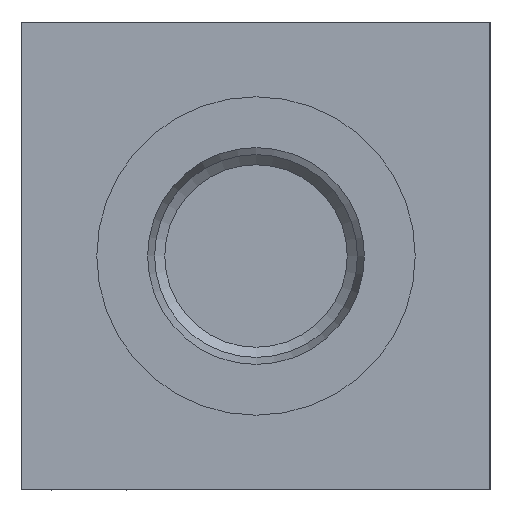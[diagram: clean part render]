
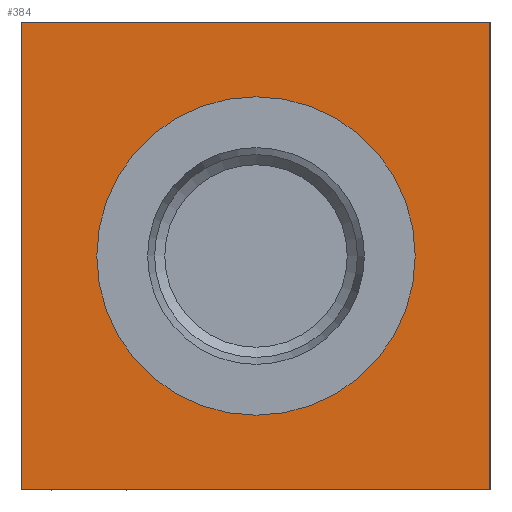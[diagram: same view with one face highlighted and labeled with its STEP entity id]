
A CAD part, left-side view. The second image highlights one B-rep face of the part: STEP entity #384.
In plain terms, the highlighted planar face has unit normal (-1, 0, 0).
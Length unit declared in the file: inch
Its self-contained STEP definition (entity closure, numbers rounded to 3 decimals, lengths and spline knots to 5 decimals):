
#384 = ADVANCED_FACE( '', ( #854, #855 ), #856, .F. );
#854 = FACE_BOUND( '', #1395, .T. );
#855 = FACE_OUTER_BOUND( '', #1396, .T. );
#856 = PLANE( '', #1397 );
#1395 = EDGE_LOOP( '', ( #2509 ) );
#1396 = EDGE_LOOP( '', ( #2510, #2511, #2512, #2513 ) );
#1397 = AXIS2_PLACEMENT_3D( '', #2514, #2515, #2516 );
#2509 = ORIENTED_EDGE( '', *, *, #3091, .T. );
#2510 = ORIENTED_EDGE( '', *, *, #3075, .F. );
#2511 = ORIENTED_EDGE( '', *, *, #3386, .F. );
#2512 = ORIENTED_EDGE( '', *, *, #2958, .F. );
#2513 = ORIENTED_EDGE( '', *, *, #3387, .F. );
#2514 = CARTESIAN_POINT( '', ( 0., 0., 0. ) );
#2515 = DIRECTION( '', ( 1., 0., 0. ) );
#2516 = DIRECTION( '', ( 0., 0., -1. ) );
#2958 = EDGE_CURVE( '', #3486, #3487, #3488, .T. );
#3075 = EDGE_CURVE( '', #3705, #3706, #3707, .T. );
#3091 = EDGE_CURVE( '', #3731, #3731, #3732, .T. );
#3386 = EDGE_CURVE( '', #3487, #3705, #4153, .T. );
#3387 = EDGE_CURVE( '', #3706, #3486, #4154, .T. );
#3486 = VERTEX_POINT( '', #4268 );
#3487 = VERTEX_POINT( '', #4269 );
#3488 = LINE( '', #4270, #4271 );
#3705 = VERTEX_POINT( '', #4561 );
#3706 = VERTEX_POINT( '', #4562 );
#3707 = LINE( '', #4563, #4564 );
#3731 = VERTEX_POINT( '', #4596 );
#3732 = CIRCLE( '', #4597, 0.5955 );
#4153 = LINE( '', #5155, #5156 );
#4154 = LINE( '', #5157, #5158 );
#4268 = CARTESIAN_POINT( '', ( 0., 0., 1.75 ) );
#4269 = CARTESIAN_POINT( '', ( 0., 0., 0. ) );
#4270 = CARTESIAN_POINT( '', ( 0., 0., 1.75 ) );
#4271 = VECTOR( '', #5282, 39.37008 );
#4561 = CARTESIAN_POINT( '', ( 0., 1.75, 0. ) );
#4562 = CARTESIAN_POINT( '', ( 0., 1.75, 1.75 ) );
#4563 = CARTESIAN_POINT( '', ( 0., 1.75, 0. ) );
#4564 = VECTOR( '', #5458, 39.37008 );
#4596 = CARTESIAN_POINT( '', ( 0., 0.875, 0.2795 ) );
#4597 = AXIS2_PLACEMENT_3D( '', #5476, #5477, #5478 );
#5155 = CARTESIAN_POINT( '', ( 0., 0., 0. ) );
#5156 = VECTOR( '', #5826, 39.37008 );
#5157 = CARTESIAN_POINT( '', ( 0., 1.75, 1.75 ) );
#5158 = VECTOR( '', #5827, 39.37008 );
#5282 = DIRECTION( '', ( 0., 0., -1. ) );
#5458 = DIRECTION( '', ( 0., 0., 1. ) );
#5476 = CARTESIAN_POINT( '', ( 0., 0.875, 0.875 ) );
#5477 = DIRECTION( '', ( 1., 0., 0. ) );
#5478 = DIRECTION( '', ( 0., 0., -1. ) );
#5826 = DIRECTION( '', ( 0., 1., 0. ) );
#5827 = DIRECTION( '', ( 0., -1., 0. ) );
